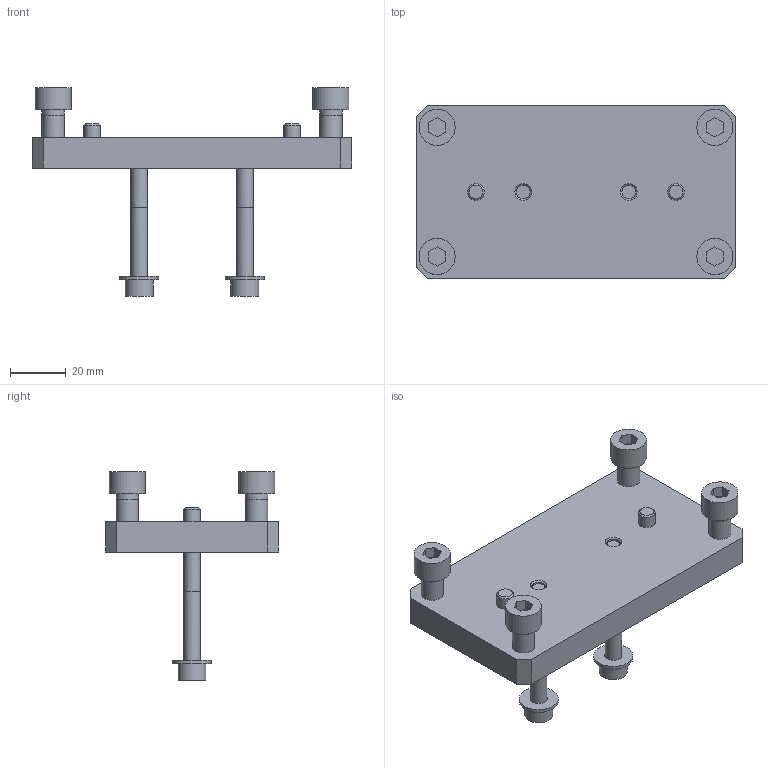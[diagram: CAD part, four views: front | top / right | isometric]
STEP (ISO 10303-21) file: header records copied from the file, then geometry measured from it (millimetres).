
FILE_DESCRIPTION( ( 'STEP AP214' ), '1' );
FILE_NAME( '5130216.step', '2006-07-11T15:10:42', ( ' ' ), ( ' ' ), 'XStep 1.0', ' ', ' ' );
FILE_SCHEMA( ( 'automotive_design' ) );
Length unit declared in the file: metre
Products named in the file (1): 1
Bounding box: 115 x 62 x 75.2 mm (x, y, z)
Volume: 87287.5 mm3; surface area: 24200.8 mm2
Topology: 1 solids, 1 shells, 114 faces, 249 edges, 167 vertices
Faces by surface type: plane 76, cylinder 30, cone 8
Full cylindrical faces by diameter (mm): 4.918 x2, 6 x6, 6.25 x2, 6.647 x4, 8 x8, 10 x2, 13 x4, 14 x2
Entity records: 3884 total; most frequent: CARTESIAN_POINT 657, DIRECTION 474, ORIENTED_EDGE 388, EDGE_CURVE 194, EDGE_LOOP 182, AXIS2_PLACEMENT_3D 171, VERTEX_POINT 150, FACE_OUTER_BOUND 144
